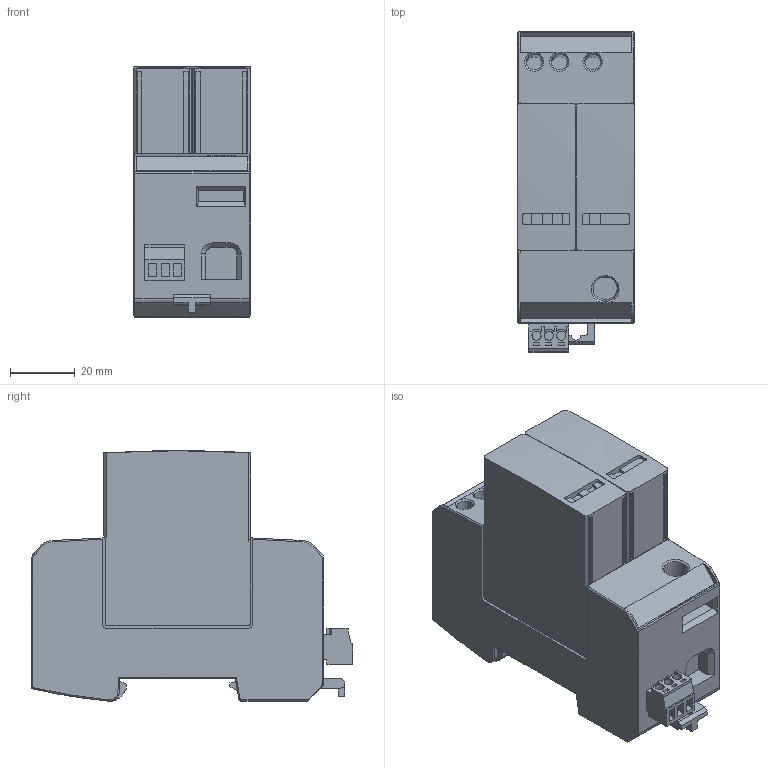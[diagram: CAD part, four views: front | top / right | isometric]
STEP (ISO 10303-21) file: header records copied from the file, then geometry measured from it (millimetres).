
FILE_DESCRIPTION(('CATIA V5 STEP Exchange','CAx-IF Rec.Pracs.--- Model Styling and Organization---1.5--- 2016-08-15','CAx-IF Rec.Pracs.---Supplemental Geometry---1.0---2011-11-01','CAx-IF Rec.Pracs.--- Composite Materials ---1.1---2010-07-15'),'2;1');
FILE_NAME ('1496544-1_3', '2024-08-29T10:40:54+00:00', ('none'), ('Weidmueller'), 'CATIA Version 5-6 Release 2022 SP4 HF5', 'CATIA V5 STEP AP214 v3', 'none');
FILE_SCHEMA(('AUTOMOTIVE_DESIGN { 1 0 10303 214 1 1 1 1 }'));
Length unit declared in the file: millimetre
Products named in the file (1): S3D_VPU_AC_II-III_3_R_XXX
Bounding box: 36 x 98.9 x 77.13 mm (x, y, z)
Volume: 189684.6 mm3; surface area: 29452.6 mm2
Topology: 1 solids, 1 shells, 419 faces, 1106 edges, 708 vertices
Faces by surface type: plane 330, cylinder 63, cone 26
Entity records: 13472 total; most frequent: CARTESIAN_POINT 2947, ORIENTED_EDGE 2212, DIRECTION 1813, EDGE_CURVE 1106, VECTOR 897, LINE 897, VERTEX_POINT 708, AXIS2_PLACEMENT_3D 508
